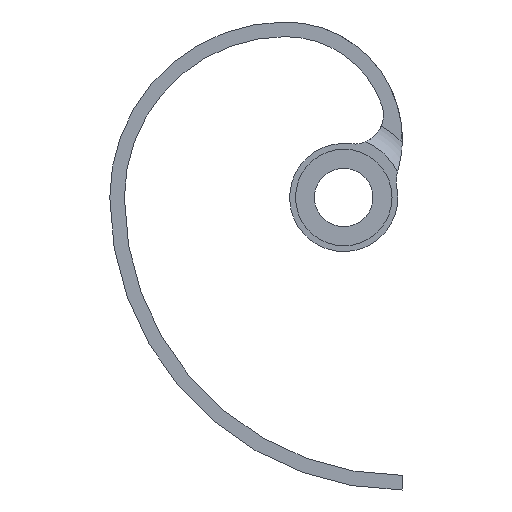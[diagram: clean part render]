
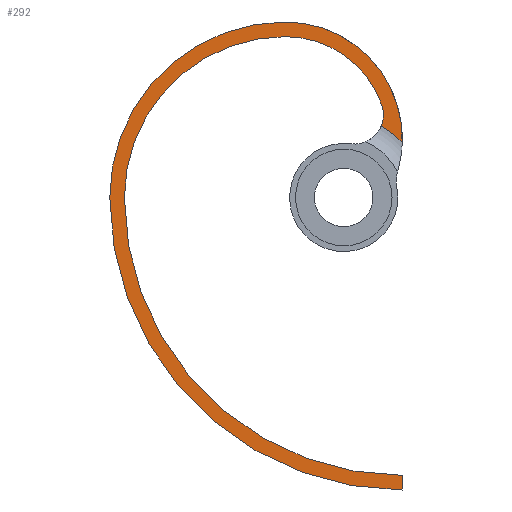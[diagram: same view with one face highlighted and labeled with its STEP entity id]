
A CAD part, front view. The second image highlights one B-rep face of the part: STEP entity #292.
In plain terms, the highlighted planar face has unit normal (0, -1, 0).
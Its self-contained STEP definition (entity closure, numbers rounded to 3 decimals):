
#25=PLANE('',#342);
#32=LINE('',#524,#46);
#46=VECTOR('',#401,10.);
#72=FACE_OUTER_BOUND('',#91,.T.);
#91=EDGE_LOOP('',(#236,#237,#238,#239,#240,#241,#242,#243,#244));
#106=CIRCLE('',#320,13.74);
#111=CIRCLE('',#327,20.);
#123=CIRCLE('',#343,47.5);
#124=CIRCLE('',#344,27.5);
#125=CIRCLE('',#345,17.5);
#126=CIRCLE('',#346,5.);
#127=CIRCLE('',#347,30.);
#128=CIRCLE('',#348,50.);
#133=VERTEX_POINT('',#474);
#134=VERTEX_POINT('',#483);
#140=VERTEX_POINT('',#508);
#145=VERTEX_POINT('',#521);
#146=VERTEX_POINT('',#523);
#153=VERTEX_POINT('',#542);
#154=VERTEX_POINT('',#544);
#155=VERTEX_POINT('',#546);
#156=VERTEX_POINT('',#549);
#161=EDGE_CURVE('',#133,#134,#106,.T.);
#170=EDGE_CURVE('',#133,#140,#111,.T.);
#176=EDGE_CURVE('',#146,#145,#32,.T.);
#186=EDGE_CURVE('',#145,#153,#123,.T.);
#187=EDGE_CURVE('',#153,#154,#124,.T.);
#188=EDGE_CURVE('',#154,#155,#125,.T.);
#189=EDGE_CURVE('',#134,#155,#126,.T.);
#190=EDGE_CURVE('',#140,#156,#127,.T.);
#191=EDGE_CURVE('',#156,#146,#128,.T.);
#236=ORIENTED_EDGE('',*,*,#176,.T.);
#237=ORIENTED_EDGE('',*,*,#186,.T.);
#238=ORIENTED_EDGE('',*,*,#187,.T.);
#239=ORIENTED_EDGE('',*,*,#188,.T.);
#240=ORIENTED_EDGE('',*,*,#189,.F.);
#241=ORIENTED_EDGE('',*,*,#161,.F.);
#242=ORIENTED_EDGE('',*,*,#170,.T.);
#243=ORIENTED_EDGE('',*,*,#190,.T.);
#244=ORIENTED_EDGE('',*,*,#191,.T.);
#292=ADVANCED_FACE('',(#72),#25,.F.);
#320=AXIS2_PLACEMENT_3D('',#484,#370,#371);
#327=AXIS2_PLACEMENT_3D('',#510,#387,#388);
#342=AXIS2_PLACEMENT_3D('',#541,#421,#422);
#343=AXIS2_PLACEMENT_3D('',#543,#423,#424);
#344=AXIS2_PLACEMENT_3D('',#545,#425,#426);
#345=AXIS2_PLACEMENT_3D('',#547,#427,#428);
#346=AXIS2_PLACEMENT_3D('',#548,#429,#430);
#347=AXIS2_PLACEMENT_3D('',#550,#431,#432);
#348=AXIS2_PLACEMENT_3D('',#551,#433,#434);
#370=DIRECTION('center_axis',(0.,-1.,0.));
#371=DIRECTION('ref_axis',(-0.588,0.,-0.809));
#387=DIRECTION('center_axis',(0.,-1.,0.));
#388=DIRECTION('ref_axis',(0.,0.,1.));
#401=DIRECTION('',(0.,0.,1.));
#421=DIRECTION('center_axis',(0.,1.,0.));
#422=DIRECTION('ref_axis',(-1.,0.,0.));
#423=DIRECTION('center_axis',(0.,1.,0.));
#424=DIRECTION('ref_axis',(0.,0.,-1.));
#425=DIRECTION('center_axis',(0.,1.,0.));
#426=DIRECTION('ref_axis',(-1.,0.,0.));
#427=DIRECTION('center_axis',(0.,1.,0.));
#428=DIRECTION('ref_axis',(0.,0.,1.));
#429=DIRECTION('center_axis',(0.,-1.,0.));
#430=DIRECTION('ref_axis',(0.778,0.,-0.629));
#431=DIRECTION('center_axis',(0.,-1.,0.));
#432=DIRECTION('ref_axis',(-1.,0.,0.));
#433=DIRECTION('center_axis',(0.,-1.,0.));
#434=DIRECTION('ref_axis',(0.,0.,-1.));
#474=CARTESIAN_POINT('',(9.992,2.8,9.431));
#483=CARTESIAN_POINT('',(6.39,2.8,12.164));
#484=CARTESIAN_POINT('Origin',(0.,2.8,0.));
#508=CARTESIAN_POINT('',(-10.,2.8,30.));
#510=CARTESIAN_POINT('Origin',(-10.,2.8,10.));
#521=CARTESIAN_POINT('',(10.,2.8,-47.5));
#523=CARTESIAN_POINT('',(10.,2.8,-50.));
#524=CARTESIAN_POINT('',(10.,2.8,2.5));
#541=CARTESIAN_POINT('Origin',(25.,2.8,55.));
#542=CARTESIAN_POINT('',(-37.5,2.8,0.));
#543=CARTESIAN_POINT('Origin',(10.,2.8,0.));
#544=CARTESIAN_POINT('',(-10.,2.8,27.5));
#545=CARTESIAN_POINT('Origin',(-10.,2.8,0.));
#546=CARTESIAN_POINT('',(6.514,2.8,15.791));
#547=CARTESIAN_POINT('Origin',(-10.,2.8,10.));
#548=CARTESIAN_POINT('Origin',(1.796,2.8,14.136));
#549=CARTESIAN_POINT('',(-40.,2.8,0.));
#550=CARTESIAN_POINT('Origin',(-10.,2.8,0.));
#551=CARTESIAN_POINT('Origin',(10.,2.8,0.));
